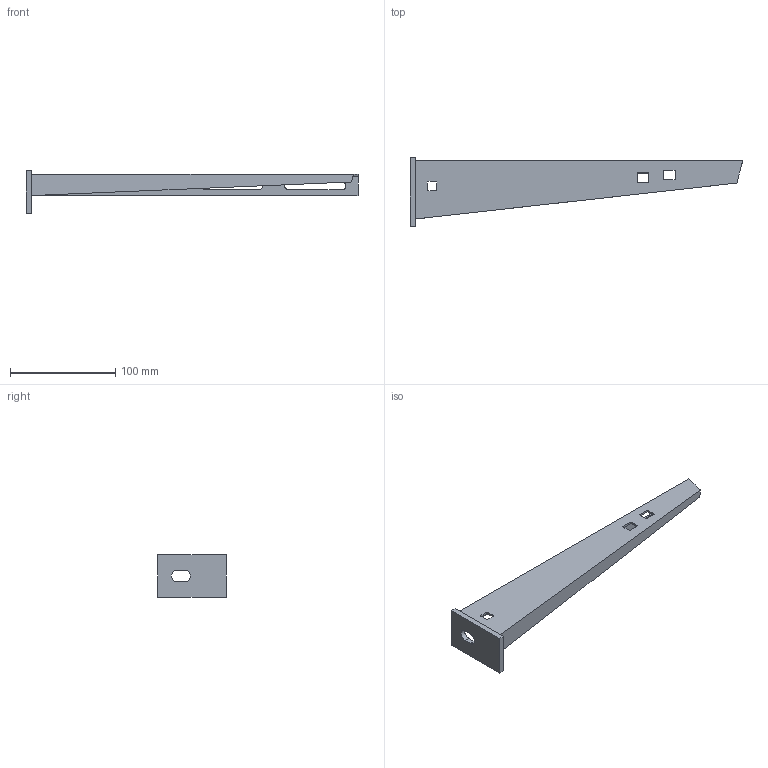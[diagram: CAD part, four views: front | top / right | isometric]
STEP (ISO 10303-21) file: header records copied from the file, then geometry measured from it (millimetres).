
FILE_DESCRIPTION (( 'STEP AP214' ), '1' );
FILE_NAME ('6420710.stp', '2024-06-14T06:10:08', ( '' ), ( '' ), 'SwSTEP 2.0', 'SolidWorks 2022', '' );
FILE_SCHEMA (( 'AUTOMOTIVE_DESIGN' ));
Length unit declared in the file: millimetre
Products named in the file (3): KTS 04.020-031_65x40x5; 6420710; KTS 04.019-055_AS_AW_MLAR
Assembly tree (2 placements, depth 2):
  6420710
    KTS 04.019-055_AS_AW_MLAR
    KTS 04.020-031_65x40x5
Bounding box: 315 x 65 x 40 mm (x, y, z)
Volume: 48715.7 mm3; surface area: 47242.4 mm2
Topology: 2 solids, 2 shells, 61 faces, 175 edges, 118 vertices
Faces by surface type: plane 43, cylinder 14, bspline 4
Entity records: 2246 total; most frequent: CARTESIAN_POINT 532, ORIENTED_EDGE 350, DIRECTION 304, EDGE_CURVE 175, LINE 124, VECTOR 124, VERTEX_POINT 118, AXIS2_PLACEMENT_3D 90
